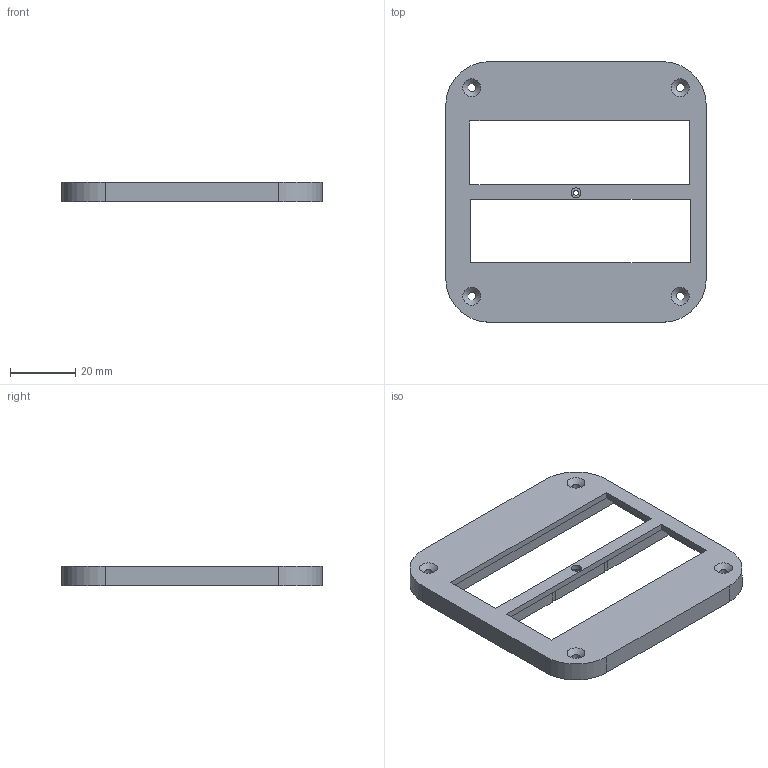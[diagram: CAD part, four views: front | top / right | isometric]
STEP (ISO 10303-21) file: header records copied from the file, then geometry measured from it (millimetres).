
FILE_DESCRIPTION(/* description */ (''),/* implementation_level */ '2;1');
FILE_NAME(/* name */ 'Needle back support.step',/* time_stamp */ '2023-03-14T09:30:24+02:00',/* author */ (''),/* organization */ (''),/* preprocessor_version */ 'ST-DEVELOPER v19.2',/* originating_system */ 'Autodesk Translation Framework v11.17.0.187',/* authorisation */ '');
FILE_SCHEMA (('AUTOMOTIVE_DESIGN { 1 0 10303 214 3 1 1 }'));
Length unit declared in the file: millimetre
Products named in the file (1): PCB_e12_mittaristo tausta_2021-08-24
Bounding box: 80 x 80 x 6 mm (x, y, z)
Volume: 19154.2 mm3; surface area: 11521.6 mm2
Topology: 1 solids, 1 shells, 48 faces, 122 edges, 80 vertices
Faces by surface type: plane 32, cylinder 12, cone 4
Full cylindrical faces by diameter (mm): 1.6 x1, 2.5 x4, 3.069 x1
Entity records: 1503 total; most frequent: CARTESIAN_POINT 251, DIRECTION 248, ORIENTED_EDGE 244, EDGE_CURVE 122, LINE 94, VECTOR 94, VERTEX_POINT 80, AXIS2_PLACEMENT_3D 77
